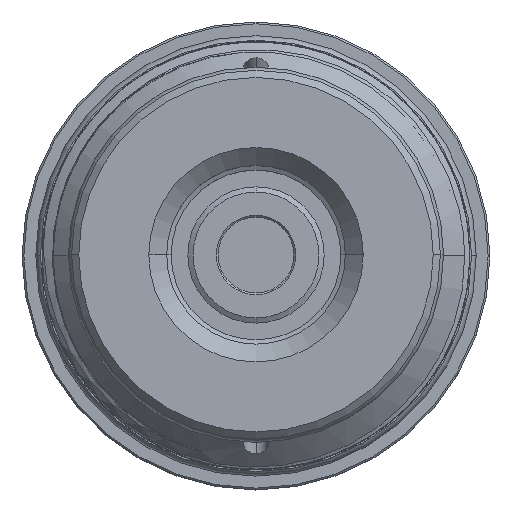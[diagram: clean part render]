
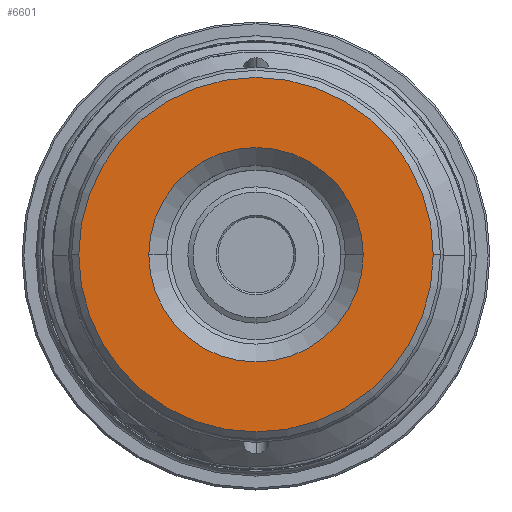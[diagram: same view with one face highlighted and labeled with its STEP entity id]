
A CAD part, top view. The second image highlights one B-rep face of the part: STEP entity #6601.
In plain terms, the highlighted planar face has unit normal (0, 0, 1).
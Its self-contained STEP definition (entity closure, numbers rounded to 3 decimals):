
#128 = CIRCLE ( 'NONE', #12847, 19.84 ) ;
#522 = FACE_OUTER_BOUND ( 'NONE', #4133, .T. ) ;
#692 = CARTESIAN_POINT ( 'NONE',  ( 19.84, 0., 85.95 ) ) ;
#714 = DIRECTION ( 'NONE',  ( 1., 0., 0. ) ) ;
#931 = ORIENTED_EDGE ( 'NONE', *, *, #1238, .T. ) ;
#1238 = EDGE_CURVE ( 'NONE', #12831, #7096, #8583, .T. ) ;
#1527 = CARTESIAN_POINT ( 'NONE',  ( 20.64, 0., 85.95 ) ) ;
#1803 = DIRECTION ( 'NONE',  ( 0., 0., -1. ) ) ;
#2262 = VERTEX_POINT ( 'NONE', #692 ) ;
#2849 = EDGE_CURVE ( 'NONE', #14673, #2262, #12690, .T. ) ;
#3150 = CARTESIAN_POINT ( 'NONE',  ( 12., 0., 85.95 ) ) ;
#3329 = DIRECTION ( 'NONE',  ( 0., 0., -1. ) ) ;
#4133 = EDGE_LOOP ( 'NONE', ( #4916, #8752 ) ) ;
#4842 = DIRECTION ( 'NONE',  ( 0., 0., 1. ) ) ;
#4871 = EDGE_LOOP ( 'NONE', ( #931, #10494 ) ) ;
#4916 = ORIENTED_EDGE ( 'NONE', *, *, #2849, .T. ) ;
#5233 = CARTESIAN_POINT ( 'NONE',  ( -12., 0., 85.95 ) ) ;
#5553 = AXIS2_PLACEMENT_3D ( 'NONE', #14717, #3329, #8005 ) ;
#6528 = FACE_BOUND ( 'NONE', #4871, .T. ) ;
#6601 = ADVANCED_FACE ( 'NONE', ( #6528, #522 ), #11408, .T. ) ;
#7096 = VERTEX_POINT ( 'NONE', #5233 ) ;
#7301 = DIRECTION ( 'NONE',  ( 1., 0., 0. ) ) ;
#7464 = CARTESIAN_POINT ( 'NONE',  ( 0., 0., 85.95 ) ) ;
#8005 = DIRECTION ( 'NONE',  ( 1., 0., 0. ) ) ;
#8583 = CIRCLE ( 'NONE', #13650, 12. ) ;
#8668 = DIRECTION ( 'NONE',  ( 0., 0., 1. ) ) ;
#8752 = ORIENTED_EDGE ( 'NONE', *, *, #12004, .T. ) ;
#9004 = AXIS2_PLACEMENT_3D ( 'NONE', #1527, #4842, #9466 ) ;
#9466 = DIRECTION ( 'NONE',  ( 1., 0., 0. ) ) ;
#9507 = DIRECTION ( 'NONE',  ( 0., 0., 1. ) ) ;
#9819 = AXIS2_PLACEMENT_3D ( 'NONE', #14366, #8668, #14472 ) ;
#10494 = ORIENTED_EDGE ( 'NONE', *, *, #13244, .T. ) ;
#11408 = PLANE ( 'NONE',  #9004 ) ;
#12004 = EDGE_CURVE ( 'NONE', #2262, #14673, #128, .T. ) ;
#12027 = CIRCLE ( 'NONE', #5553, 12. ) ;
#12690 = CIRCLE ( 'NONE', #9819, 19.84 ) ;
#12831 = VERTEX_POINT ( 'NONE', #3150 ) ;
#12847 = AXIS2_PLACEMENT_3D ( 'NONE', #14157, #9507, #7301 ) ;
#13244 = EDGE_CURVE ( 'NONE', #7096, #12831, #12027, .T. ) ;
#13650 = AXIS2_PLACEMENT_3D ( 'NONE', #7464, #1803, #714 ) ;
#13936 = CARTESIAN_POINT ( 'NONE',  ( -19.84, 0., 85.95 ) ) ;
#14157 = CARTESIAN_POINT ( 'NONE',  ( 0., 0., 85.95 ) ) ;
#14366 = CARTESIAN_POINT ( 'NONE',  ( 0., 0., 85.95 ) ) ;
#14472 = DIRECTION ( 'NONE',  ( 1., 0., 0. ) ) ;
#14673 = VERTEX_POINT ( 'NONE', #13936 ) ;
#14717 = CARTESIAN_POINT ( 'NONE',  ( 0., 0., 85.95 ) ) ;
